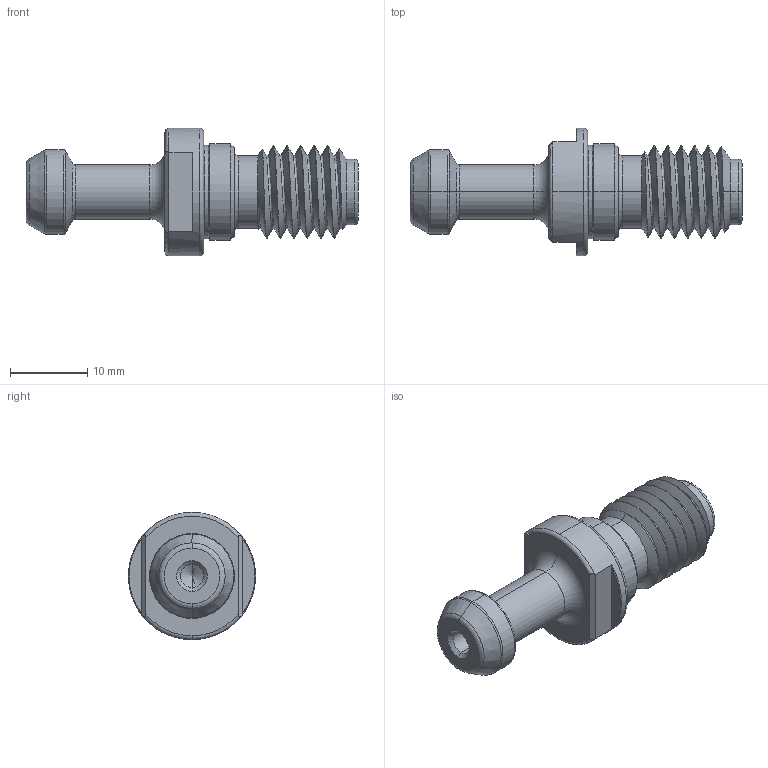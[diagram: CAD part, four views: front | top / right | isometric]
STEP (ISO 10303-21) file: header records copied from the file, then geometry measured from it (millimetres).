
FILE_DESCRIPTION (( 'STEP AP203' ), '1' );
FILE_NAME ('305.20.60.STEP', '2020-04-02T01:20:40', ( 'User' ), ( 'China' ), 'SwSTEP 2.0', 'SolidWorks 2016', '' );
FILE_SCHEMA (( 'CONFIG_CONTROL_DESIGN' ));
Length unit declared in the file: millimetre
Products named in the file (1): 305.20.60
Bounding box: 43 x 16.5 x 16.5 mm (x, y, z)
Volume: 3652.6 mm3; surface area: 2171.3 mm2
Topology: 1 solids, 1 shells, 90 faces, 205 edges, 119 vertices
Faces by surface type: cylinder 30, torus 23, cone 22, plane 12, bspline 3
Entity records: 5851 total; most frequent: CARTESIAN_POINT 3818, DIRECTION 429, ORIENTED_EDGE 402, EDGE_CURVE 201, AXIS2_PLACEMENT_3D 184, VERTEX_POINT 119, EDGE_LOOP 96, CIRCLE 96
